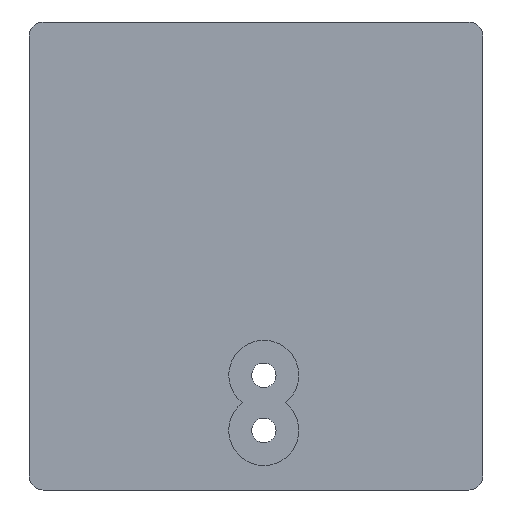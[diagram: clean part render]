
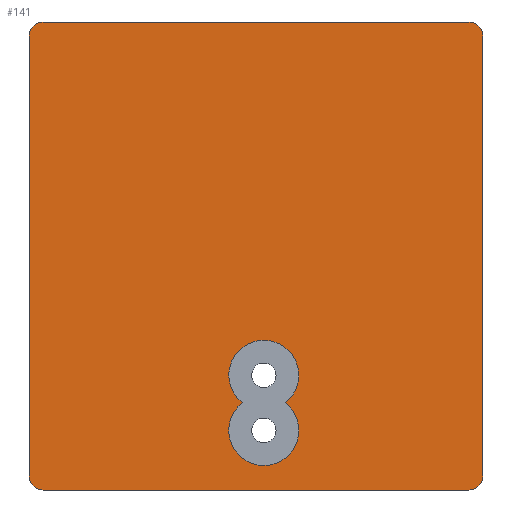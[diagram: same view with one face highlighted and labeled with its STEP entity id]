
A CAD part, front view. The second image highlights one B-rep face of the part: STEP entity #141.
In plain terms, the highlighted planar face has unit normal (0, -1, 0).
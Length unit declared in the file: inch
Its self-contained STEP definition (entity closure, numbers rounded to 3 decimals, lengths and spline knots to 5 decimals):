
#4 = VERTEX_POINT ( 'NONE', #317 ) ;
#20 = CARTESIAN_POINT ( 'NONE',  ( -0.78185, 0., 0.29544 ) ) ;
#23 = CARTESIAN_POINT ( 'NONE',  ( -0.93596, 0., 0.09859 ) ) ;
#35 = AXIS2_PLACEMENT_3D ( 'NONE', #335, #122, #268 ) ;
#39 = DIRECTION ( 'NONE',  ( 0., -1., 0. ) ) ;
#53 = ORIENTED_EDGE ( 'NONE', *, *, #654, .T. ) ;
#54 = CIRCLE ( 'NONE', #35, 0.1 ) ;
#56 = DIRECTION ( 'NONE',  ( 0., 0., -1. ) ) ;
#68 = AXIS2_PLACEMENT_3D ( 'NONE', #319, #848, #691 ) ;
#69 = ORIENTED_EDGE ( 'NONE', *, *, #597, .T. ) ;
#75 = VERTEX_POINT ( 'NONE', #721 ) ;
#82 = AXIS2_PLACEMENT_3D ( 'NONE', #23, #95, #628 ) ;
#84 = AXIS2_PLACEMENT_3D ( 'NONE', #99, #170, #837 ) ;
#88 = DIRECTION ( 'NONE',  ( 0., 0., 1. ) ) ;
#93 = VERTEX_POINT ( 'NONE', #726 ) ;
#95 = DIRECTION ( 'NONE',  ( 0., -1., 0. ) ) ;
#99 = CARTESIAN_POINT ( 'NONE',  ( 0., 0., 0. ) ) ;
#103 = CIRCLE ( 'NONE', #190, 0.25 ) ;
#109 = CARTESIAN_POINT ( 'NONE',  ( 0.52822, 0., 2.91359 ) ) ;
#110 = AXIS2_PLACEMENT_3D ( 'NONE', #518, #142, #227 ) ;
#122 = DIRECTION ( 'NONE',  ( 0., -1., 0. ) ) ;
#139 = EDGE_LOOP ( 'NONE', ( #498, #904, #192, #817, #447, #69, #867, #53 ) ) ;
#141 = ADVANCED_FACE ( 'NONE', ( #226, #154 ), #843, .F. ) ;
#142 = DIRECTION ( 'NONE',  ( 0., -1., 0. ) ) ;
#154 = FACE_OUTER_BOUND ( 'NONE', #139, .T. ) ;
#167 = CARTESIAN_POINT ( 'NONE',  ( -2.61178, 0., 2.91359 ) ) ;
#170 = DIRECTION ( 'NONE',  ( 0., 1., 0. ) ) ;
#190 = AXIS2_PLACEMENT_3D ( 'NONE', #788, #501, #56 ) ;
#192 = ORIENTED_EDGE ( 'NONE', *, *, #298, .T. ) ;
#212 = VERTEX_POINT ( 'NONE', #554 ) ;
#225 = EDGE_CURVE ( 'NONE', #93, #367, #504, .T. ) ;
#226 = FACE_BOUND ( 'NONE', #719, .T. ) ;
#227 = DIRECTION ( 'NONE',  ( 0., 0., -1. ) ) ;
#255 = EDGE_CURVE ( 'NONE', #521, #93, #786, .T. ) ;
#260 = CARTESIAN_POINT ( 'NONE',  ( -2.51178, 0., -0.22641 ) ) ;
#268 = DIRECTION ( 'NONE',  ( 0., 0., 1. ) ) ;
#271 = VECTOR ( 'NONE', #338, 39.37008 ) ;
#283 = CARTESIAN_POINT ( 'NONE',  ( -2.61178, 0., 0. ) ) ;
#298 = EDGE_CURVE ( 'NONE', #669, #693, #677, .T. ) ;
#317 = CARTESIAN_POINT ( 'NONE',  ( 0.62822, 0., 2.91359 ) ) ;
#319 = CARTESIAN_POINT ( 'NONE',  ( -2.51178, 0., 2.91359 ) ) ;
#331 = DIRECTION ( 'NONE',  ( 0., -1., 0. ) ) ;
#335 = CARTESIAN_POINT ( 'NONE',  ( 0.52822, 0., -0.22641 ) ) ;
#338 = DIRECTION ( 'NONE',  ( 1., 0., 0. ) ) ;
#361 = VERTEX_POINT ( 'NONE', #687 ) ;
#362 = CIRCLE ( 'NONE', #908, 0.1 ) ;
#364 = CIRCLE ( 'NONE', #68, 0.1 ) ;
#367 = VERTEX_POINT ( 'NONE', #897 ) ;
#423 = CARTESIAN_POINT ( 'NONE',  ( 0., 0., 3.01359 ) ) ;
#447 = ORIENTED_EDGE ( 'NONE', *, *, #681, .T. ) ;
#456 = CARTESIAN_POINT ( 'NONE',  ( -2.51178, 0., -0.32641 ) ) ;
#458 = EDGE_CURVE ( 'NONE', #693, #884, #54, .T. ) ;
#494 = VECTOR ( 'NONE', #511, 39.37008 ) ;
#498 = ORIENTED_EDGE ( 'NONE', *, *, #909, .F. ) ;
#501 = DIRECTION ( 'NONE',  ( 0., -1., 0. ) ) ;
#504 = CIRCLE ( 'NONE', #82, 0.25 ) ;
#511 = DIRECTION ( 'NONE',  ( 0., 0., 1. ) ) ;
#518 = CARTESIAN_POINT ( 'NONE',  ( -0.93596, 0., 0.49229 ) ) ;
#521 = VERTEX_POINT ( 'NONE', #20 ) ;
#547 = AXIS2_PLACEMENT_3D ( 'NONE', #260, #39, #796 ) ;
#554 = CARTESIAN_POINT ( 'NONE',  ( -2.51178, 0., 3.01359 ) ) ;
#593 = CARTESIAN_POINT ( 'NONE',  ( 0., 0., -0.32641 ) ) ;
#594 = LINE ( 'NONE', #283, #494 ) ;
#597 = EDGE_CURVE ( 'NONE', #4, #75, #362, .T. ) ;
#601 = ORIENTED_EDGE ( 'NONE', *, *, #255, .F. ) ;
#614 = LINE ( 'NONE', #776, #744 ) ;
#619 = CARTESIAN_POINT ( 'NONE',  ( 0.52822, 0., -0.32641 ) ) ;
#628 = DIRECTION ( 'NONE',  ( 0., 0., -1. ) ) ;
#651 = LINE ( 'NONE', #423, #271 ) ;
#654 = EDGE_CURVE ( 'NONE', #212, #746, #364, .T. ) ;
#669 = VERTEX_POINT ( 'NONE', #456 ) ;
#677 = LINE ( 'NONE', #593, #958 ) ;
#681 = EDGE_CURVE ( 'NONE', #884, #4, #614, .T. ) ;
#687 = CARTESIAN_POINT ( 'NONE',  ( -2.61178, 0., -0.22641 ) ) ;
#691 = DIRECTION ( 'NONE',  ( 0., 0., 1. ) ) ;
#693 = VERTEX_POINT ( 'NONE', #619 ) ;
#719 = EDGE_LOOP ( 'NONE', ( #601, #729, #965 ) ) ;
#721 = CARTESIAN_POINT ( 'NONE',  ( 0.52822, 0., 3.01359 ) ) ;
#726 = CARTESIAN_POINT ( 'NONE',  ( -1.09007, 0., 0.29544 ) ) ;
#729 = ORIENTED_EDGE ( 'NONE', *, *, #856, .F. ) ;
#744 = VECTOR ( 'NONE', #88, 39.37008 ) ;
#745 = DIRECTION ( 'NONE',  ( 1., 0., 0. ) ) ;
#746 = VERTEX_POINT ( 'NONE', #167 ) ;
#765 = EDGE_CURVE ( 'NONE', #212, #75, #651, .T. ) ;
#776 = CARTESIAN_POINT ( 'NONE',  ( 0.62822, 0., 0. ) ) ;
#784 = EDGE_CURVE ( 'NONE', #361, #669, #860, .T. ) ;
#786 = CIRCLE ( 'NONE', #110, 0.25 ) ;
#788 = CARTESIAN_POINT ( 'NONE',  ( -0.93596, 0., 0.09859 ) ) ;
#796 = DIRECTION ( 'NONE',  ( 0., 0., 1. ) ) ;
#817 = ORIENTED_EDGE ( 'NONE', *, *, #458, .T. ) ;
#837 = DIRECTION ( 'NONE',  ( 0., 0., 1. ) ) ;
#843 = PLANE ( 'NONE',  #84 ) ;
#845 = DIRECTION ( 'NONE',  ( 0., 0., 1. ) ) ;
#848 = DIRECTION ( 'NONE',  ( 0., -1., 0. ) ) ;
#856 = EDGE_CURVE ( 'NONE', #367, #521, #103, .T. ) ;
#859 = CARTESIAN_POINT ( 'NONE',  ( 0.62822, 0., -0.22641 ) ) ;
#860 = CIRCLE ( 'NONE', #547, 0.1 ) ;
#867 = ORIENTED_EDGE ( 'NONE', *, *, #765, .F. ) ;
#884 = VERTEX_POINT ( 'NONE', #859 ) ;
#897 = CARTESIAN_POINT ( 'NONE',  ( -0.93596, 0., -0.15141 ) ) ;
#904 = ORIENTED_EDGE ( 'NONE', *, *, #784, .T. ) ;
#908 = AXIS2_PLACEMENT_3D ( 'NONE', #109, #331, #845 ) ;
#909 = EDGE_CURVE ( 'NONE', #361, #746, #594, .T. ) ;
#958 = VECTOR ( 'NONE', #745, 39.37008 ) ;
#965 = ORIENTED_EDGE ( 'NONE', *, *, #225, .F. ) ;
